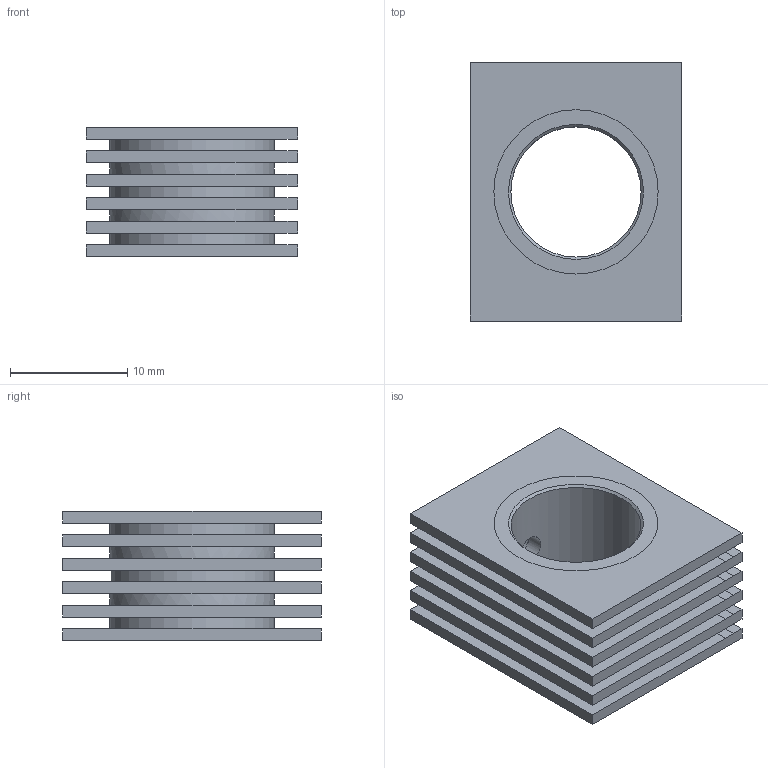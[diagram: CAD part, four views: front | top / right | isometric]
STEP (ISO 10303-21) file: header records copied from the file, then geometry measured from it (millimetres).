
FILE_DESCRIPTION(('FreeCAD Model'),'2;1');
FILE_NAME('Radiateur adaptateur.step', '2019-10-30T08:11:36',('Author'),(''), 'Open CASCADE STEP processor 6.8','FreeCAD','Unknown');
FILE_SCHEMA(('AUTOMOTIVE_DESIGN_CC2 { 1 2 10303 214 -1 1 5 4 }'));
Length unit declared in the file: millimetre
Products named in the file (1): Chamfer
Bounding box: 18 x 22 x 11 mm (x, y, z)
Volume: 2053.9 mm3; surface area: 4086.3 mm2
Topology: 1 solids, 1 shells, 78 faces, 207 edges, 132 vertices
Faces by surface type: plane 66, cylinder 10, cone 2
Full cylindrical faces by diameter (mm): 2.4 x1, 11.1 x1, 14 x4
Entity records: 5788 total; most frequent: CARTESIAN_POINT 1930, DIRECTION 606, ORIENTED_EDGE 414, PCURVE 414, DEFINITIONAL_REPRESENTATION 414, LINE 379, VECTOR 379, EDGE_CURVE 207
